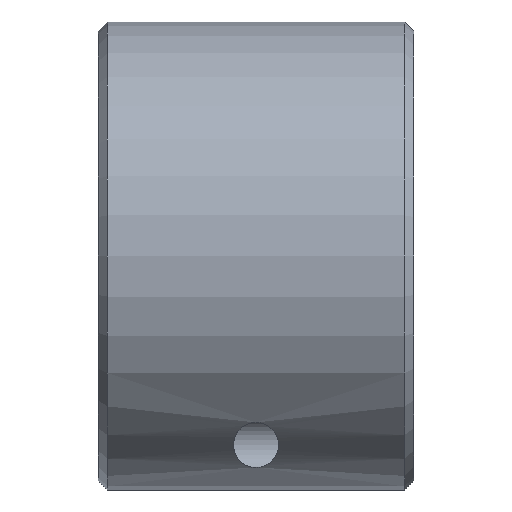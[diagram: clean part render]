
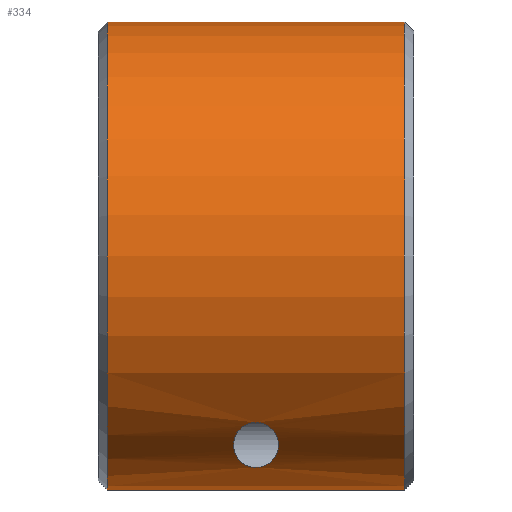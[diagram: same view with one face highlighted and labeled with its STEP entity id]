
A CAD part, left-side view. The second image highlights one B-rep face of the part: STEP entity #334.
In plain terms, the highlighted cylindrical face has radius 13 mm (diameter 26 mm), a partial arc.
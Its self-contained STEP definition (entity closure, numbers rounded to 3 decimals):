
#13 = VECTOR ( 'NONE', #452, 1000. ) ;
#18 = VERTEX_POINT ( 'NONE', #417 ) ;
#20 = CARTESIAN_POINT ( 'NONE',  ( 0., 0.5, -13. ) ) ;
#30 = CARTESIAN_POINT ( 'NONE',  ( -7.865, 7.5, -10.354 ) ) ;
#34 = CARTESIAN_POINT ( 'NONE',  ( -6.56, 7.723, -11.226 ) ) ;
#36 = CARTESIAN_POINT ( 'NONE',  ( 0., 17.5, 13. ) ) ;
#38 = CARTESIAN_POINT ( 'NONE',  ( -6.747, 7.654, -11.114 ) ) ;
#57 = CARTESIAN_POINT ( 'NONE',  ( -6.284, 9.64, -11.381 ) ) ;
#65 = EDGE_CURVE ( 'NONE', #193, #371, #368, .T. ) ;
#67 = CARTESIAN_POINT ( 'NONE',  ( -8.851, 9.555, -9.523 ) ) ;
#68 = DIRECTION ( 'NONE',  ( 0., 1., 0. ) ) ;
#85 = DIRECTION ( 'NONE',  ( 0., 0., -1. ) ) ;
#90 = CARTESIAN_POINT ( 'NONE',  ( -7.308, 7.519, -10.754 ) ) ;
#95 = ORIENTED_EDGE ( 'NONE', *, *, #405, .F. ) ;
#99 = CARTESIAN_POINT ( 'NONE',  ( -7.309, 9.981, -10.753 ) ) ;
#108 = CARTESIAN_POINT ( 'NONE',  ( -5.708, 9.174, -11.68 ) ) ;
#117 = CARTESIAN_POINT ( 'NONE',  ( -9.056, 8.305, -9.326 ) ) ;
#119 = AXIS2_PLACEMENT_3D ( 'NONE', #269, #225, #400 ) ;
#120 = CARTESIAN_POINT ( 'NONE',  ( -9.134, 8.75, -9.25 ) ) ;
#123 = CARTESIAN_POINT ( 'NONE',  ( -8.392, 7.625, -9.931 ) ) ;
#132 = AXIS2_PLACEMENT_3D ( 'NONE', #402, #497, #85 ) ;
#135 = CARTESIAN_POINT ( 'NONE',  ( 0., 17.5, -13. ) ) ;
#136 = FACE_OUTER_BOUND ( 'NONE', #180, .T. ) ;
#142 = EDGE_CURVE ( 'NONE', #371, #193, #465, .T. ) ;
#146 = CARTESIAN_POINT ( 'NONE',  ( -5.598, 8.979, -11.733 ) ) ;
#152 = CARTESIAN_POINT ( 'NONE',  ( -5.562, 8.75, -11.75 ) ) ;
#156 = CARTESIAN_POINT ( 'NONE',  ( -7.122, 9.949, -10.878 ) ) ;
#159 = DIRECTION ( 'NONE',  ( 0., 0., 1. ) ) ;
#176 = CARTESIAN_POINT ( 'NONE',  ( -8.219, 7.566, -10.075 ) ) ;
#180 = EDGE_LOOP ( 'NONE', ( #95, #183, #579, #543 ) ) ;
#182 = CIRCLE ( 'NONE', #510, 13. ) ;
#183 = ORIENTED_EDGE ( 'NONE', *, *, #597, .T. ) ;
#190 = CARTESIAN_POINT ( 'NONE',  ( -5.562, 8.633, -11.75 ) ) ;
#193 = VERTEX_POINT ( 'NONE', #367 ) ;
#202 = EDGE_CURVE ( 'NONE', #369, #591, #321, .T. ) ;
#213 = CARTESIAN_POINT ( 'NONE',  ( -6.558, 9.776, -11.227 ) ) ;
#224 = EDGE_LOOP ( 'NONE', ( #539, #434 ) ) ;
#225 = DIRECTION ( 'NONE',  ( 0., -1., 0. ) ) ;
#233 = CARTESIAN_POINT ( 'NONE',  ( -7.682, 7.493, -10.49 ) ) ;
#236 = CARTESIAN_POINT ( 'NONE',  ( -6.012, 8.018, -11.527 ) ) ;
#237 = DIRECTION ( 'NONE',  ( 0., -1., 0. ) ) ;
#238 = EDGE_CURVE ( 'NONE', #591, #18, #182, .T. ) ;
#258 = CARTESIAN_POINT ( 'NONE',  ( -9.013, 9.292, -9.369 ) ) ;
#261 = CARTESIAN_POINT ( 'NONE',  ( -9.057, 9.193, -9.326 ) ) ;
#265 = CARTESIAN_POINT ( 'NONE',  ( -9.012, 8.207, -9.37 ) ) ;
#269 = CARTESIAN_POINT ( 'NONE',  ( 0., 17., 0. ) ) ;
#270 = FACE_BOUND ( 'NONE', #224, .T. ) ;
#284 = CARTESIAN_POINT ( 'NONE',  ( -8.22, 9.934, -10.074 ) ) ;
#290 = CARTESIAN_POINT ( 'NONE',  ( -5.562, 8.867, -11.75 ) ) ;
#293 = LINE ( 'NONE', #36, #319 ) ;
#308 = CARTESIAN_POINT ( 'NONE',  ( -8.707, 9.686, -9.655 ) ) ;
#309 = CYLINDRICAL_SURFACE ( 'NONE', #132, 13. ) ;
#311 = CARTESIAN_POINT ( 'NONE',  ( -5.78, 8.241, -11.645 ) ) ;
#319 = VECTOR ( 'NONE', #237, 1000. ) ;
#321 = LINE ( 'NONE', #135, #13 ) ;
#334 = ADVANCED_FACE ( 'NONE', ( #136, #270 ), #309, .T. ) ;
#342 = CARTESIAN_POINT ( 'NONE',  ( -5.78, 9.259, -11.645 ) ) ;
#346 = CARTESIAN_POINT ( 'NONE',  ( -7.68, 10.007, -10.491 ) ) ;
#357 = CARTESIAN_POINT ( 'NONE',  ( -9.118, 8.52, -9.266 ) ) ;
#362 = CARTESIAN_POINT ( 'NONE',  ( -5.707, 8.326, -11.68 ) ) ;
#363 = CARTESIAN_POINT ( 'NONE',  ( -9.134, 8.75, -9.25 ) ) ;
#365 = VERTEX_POINT ( 'NONE', #593 ) ;
#367 = CARTESIAN_POINT ( 'NONE',  ( -5.562, 8.75, -11.75 ) ) ;
#368 = B_SPLINE_CURVE_WITH_KNOTS ( 'NONE', 3,
 ( #152, #290, #146, #108, #342, #387, #563, #508, #57, #213, #567, #156, #99, #346, #519, #284, #459, #308, #67, #258, #261, #432, #574, #120 ),
 .UNSPECIFIED., .F., .F.,
 ( 4, 2, 2, 2, 2, 2, 2, 2, 2, 2, 2, 4 ),
 ( 0., 0., 0.001, 0.001, 0.001, 0.002, 0.003, 0.003, 0.004, 0.005, 0.005, 0.006 ),
 .UNSPECIFIED. ) ;
#369 = VERTEX_POINT ( 'NONE', #377 ) ;
#371 = VERTEX_POINT ( 'NONE', #422 ) ;
#377 = CARTESIAN_POINT ( 'NONE',  ( 0., 17., -13. ) ) ;
#387 = CARTESIAN_POINT ( 'NONE',  ( -5.935, 9.408, -11.566 ) ) ;
#395 = CARTESIAN_POINT ( 'NONE',  ( 0., 0.5, 0. ) ) ;
#398 = CIRCLE ( 'NONE', #119, 13. ) ;
#400 = DIRECTION ( 'NONE',  ( 0., 0., 1. ) ) ;
#402 = CARTESIAN_POINT ( 'NONE',  ( 0., 17.5, 0. ) ) ;
#404 = CARTESIAN_POINT ( 'NONE',  ( -7.12, 7.552, -10.879 ) ) ;
#405 = EDGE_CURVE ( 'NONE', #365, #18, #293, .T. ) ;
#417 = CARTESIAN_POINT ( 'NONE',  ( 0., 0.5, 13. ) ) ;
#422 = CARTESIAN_POINT ( 'NONE',  ( -9.134, 8.75, -9.25 ) ) ;
#432 = CARTESIAN_POINT ( 'NONE',  ( -9.118, 8.979, -9.266 ) ) ;
#434 = ORIENTED_EDGE ( 'NONE', *, *, #142, .T. ) ;
#449 = CARTESIAN_POINT ( 'NONE',  ( -5.562, 8.75, -11.75 ) ) ;
#452 = DIRECTION ( 'NONE',  ( 0., -1., 0. ) ) ;
#459 = CARTESIAN_POINT ( 'NONE',  ( -8.393, 9.875, -9.929 ) ) ;
#465 = B_SPLINE_CURVE_WITH_KNOTS ( 'NONE', 3,
 ( #363, #524, #357, #117, #265, #529, #577, #123, #176, #30, #233, #90, #404, #38, #34, #496, #236, #311, #362, #595, #190, #449 ),
 .UNSPECIFIED., .F., .F.,
 ( 4, 2, 2, 2, 2, 2, 2, 2, 2, 2, 4 ),
 ( 0.006, 0.006, 0.006, 0.007, 0.008, 0.008, 0.009, 0.01, 0.01, 0.011, 0.011 ),
 .UNSPECIFIED. ) ;
#496 = CARTESIAN_POINT ( 'NONE',  ( -6.192, 7.906, -11.432 ) ) ;
#497 = DIRECTION ( 'NONE',  ( 0., -1., 0. ) ) ;
#508 = CARTESIAN_POINT ( 'NONE',  ( -6.195, 9.589, -11.43 ) ) ;
#510 = AXIS2_PLACEMENT_3D ( 'NONE', #395, #68, #159 ) ;
#519 = CARTESIAN_POINT ( 'NONE',  ( -7.866, 10., -10.353 ) ) ;
#524 = CARTESIAN_POINT ( 'NONE',  ( -9.134, 8.635, -9.25 ) ) ;
#529 = CARTESIAN_POINT ( 'NONE',  ( -8.849, 7.942, -9.524 ) ) ;
#539 = ORIENTED_EDGE ( 'NONE', *, *, #65, .T. ) ;
#543 = ORIENTED_EDGE ( 'NONE', *, *, #238, .T. ) ;
#563 = CARTESIAN_POINT ( 'NONE',  ( -6.021, 9.473, -11.522 ) ) ;
#567 = CARTESIAN_POINT ( 'NONE',  ( -6.747, 9.846, -11.114 ) ) ;
#574 = CARTESIAN_POINT ( 'NONE',  ( -9.134, 8.865, -9.25 ) ) ;
#577 = CARTESIAN_POINT ( 'NONE',  ( -8.705, 7.812, -9.657 ) ) ;
#579 = ORIENTED_EDGE ( 'NONE', *, *, #202, .T. ) ;
#591 = VERTEX_POINT ( 'NONE', #20 ) ;
#593 = CARTESIAN_POINT ( 'NONE',  ( 0., 17., 13. ) ) ;
#595 = CARTESIAN_POINT ( 'NONE',  ( -5.598, 8.521, -11.733 ) ) ;
#597 = EDGE_CURVE ( 'NONE', #365, #369, #398, .T. ) ;
